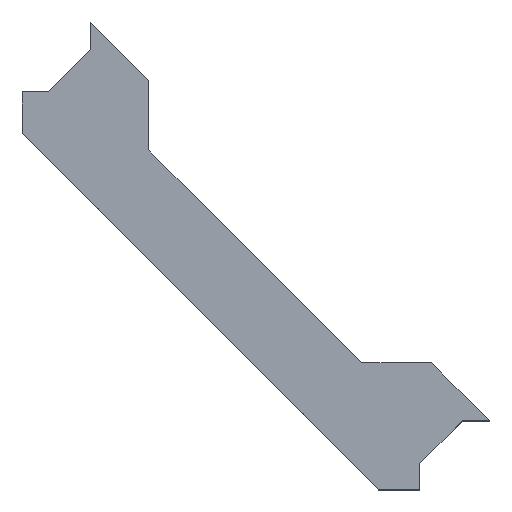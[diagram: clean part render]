
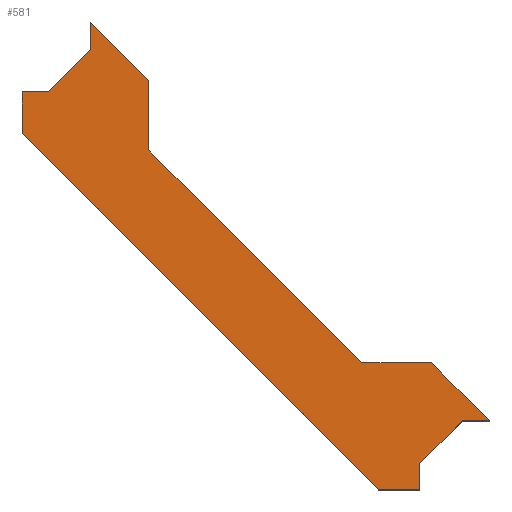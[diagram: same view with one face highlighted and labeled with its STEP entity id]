
A CAD part, top view. The second image highlights one B-rep face of the part: STEP entity #581.
In plain terms, the highlighted planar face has unit normal (0, 0, 1).
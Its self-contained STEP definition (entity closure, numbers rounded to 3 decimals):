
#41=FACE_OUTER_BOUND('',#74,.T.);
#74=EDGE_LOOP('',(#472,#473,#474,#475,#476,#477,#478,#479,#480,#481,#482,
#483,#484,#485,#486,#487,#488));
#92=LINE('',#806,#171);
#98=LINE('',#819,#177);
#118=LINE('',#861,#197);
#122=LINE('',#868,#201);
#125=LINE('',#874,#204);
#128=LINE('',#880,#207);
#131=LINE('',#888,#210);
#134=LINE('',#894,#213);
#137=LINE('',#900,#216);
#141=LINE('',#909,#220);
#144=LINE('',#915,#223);
#147=LINE('',#921,#226);
#149=LINE('',#924,#228);
#150=LINE('',#925,#229);
#151=LINE('',#927,#230);
#152=LINE('',#928,#231);
#153=LINE('',#929,#232);
#171=VECTOR('',#660,10.);
#177=VECTOR('',#672,10.);
#197=VECTOR('',#708,10.);
#201=VECTOR('',#714,10.);
#204=VECTOR('',#719,10.);
#207=VECTOR('',#724,10.);
#210=VECTOR('',#729,10.);
#213=VECTOR('',#734,10.);
#216=VECTOR('',#739,10.);
#220=VECTOR('',#745,10.);
#223=VECTOR('',#750,10.);
#226=VECTOR('',#755,10.);
#228=VECTOR('',#759,10.);
#229=VECTOR('',#760,10.);
#230=VECTOR('',#761,10.);
#231=VECTOR('',#762,10.);
#232=VECTOR('',#763,10.);
#241=VERTEX_POINT('',#787);
#246=VERTEX_POINT('',#801);
#250=VERTEX_POINT('',#818);
#263=VERTEX_POINT('',#858);
#264=VERTEX_POINT('',#860);
#266=VERTEX_POINT('',#866);
#268=VERTEX_POINT('',#872);
#270=VERTEX_POINT('',#878);
#273=VERTEX_POINT('',#885);
#274=VERTEX_POINT('',#887);
#276=VERTEX_POINT('',#893);
#278=VERTEX_POINT('',#899);
#281=VERTEX_POINT('',#906);
#282=VERTEX_POINT('',#908);
#284=VERTEX_POINT('',#914);
#286=VERTEX_POINT('',#920);
#287=VERTEX_POINT('',#926);
#300=EDGE_CURVE('',#241,#246,#92,.T.);
#306=EDGE_CURVE('',#250,#241,#98,.T.);
#326=EDGE_CURVE('',#263,#264,#118,.T.);
#330=EDGE_CURVE('',#266,#263,#122,.T.);
#333=EDGE_CURVE('',#268,#266,#125,.T.);
#336=EDGE_CURVE('',#270,#268,#128,.T.);
#339=EDGE_CURVE('',#273,#274,#131,.T.);
#342=EDGE_CURVE('',#274,#276,#134,.T.);
#345=EDGE_CURVE('',#276,#278,#137,.T.);
#349=EDGE_CURVE('',#282,#281,#141,.T.);
#352=EDGE_CURVE('',#284,#282,#144,.T.);
#355=EDGE_CURVE('',#286,#284,#147,.T.);
#357=EDGE_CURVE('',#281,#278,#149,.T.);
#358=EDGE_CURVE('',#250,#273,#150,.T.);
#359=EDGE_CURVE('',#246,#287,#151,.T.);
#360=EDGE_CURVE('',#287,#264,#152,.T.);
#361=EDGE_CURVE('',#270,#286,#153,.T.);
#472=ORIENTED_EDGE('',*,*,#355,.T.);
#473=ORIENTED_EDGE('',*,*,#352,.T.);
#474=ORIENTED_EDGE('',*,*,#349,.T.);
#475=ORIENTED_EDGE('',*,*,#357,.T.);
#476=ORIENTED_EDGE('',*,*,#345,.F.);
#477=ORIENTED_EDGE('',*,*,#342,.F.);
#478=ORIENTED_EDGE('',*,*,#339,.F.);
#479=ORIENTED_EDGE('',*,*,#358,.F.);
#480=ORIENTED_EDGE('',*,*,#306,.T.);
#481=ORIENTED_EDGE('',*,*,#300,.T.);
#482=ORIENTED_EDGE('',*,*,#359,.T.);
#483=ORIENTED_EDGE('',*,*,#360,.T.);
#484=ORIENTED_EDGE('',*,*,#326,.F.);
#485=ORIENTED_EDGE('',*,*,#330,.F.);
#486=ORIENTED_EDGE('',*,*,#333,.F.);
#487=ORIENTED_EDGE('',*,*,#336,.F.);
#488=ORIENTED_EDGE('',*,*,#361,.T.);
#550=PLANE('',#632);
#581=ADVANCED_FACE('',(#41),#550,.T.);
#632=AXIS2_PLACEMENT_3D('',#923,#757,#758);
#660=DIRECTION('',(0.707,-0.707,0.));
#672=DIRECTION('',(0.707,-0.707,0.));
#708=DIRECTION('',(0.,-1.,0.));
#714=DIRECTION('',(-0.707,-0.707,0.));
#719=DIRECTION('',(-1.,0.,0.));
#724=DIRECTION('',(0.705,-0.709,0.));
#729=DIRECTION('',(1.,0.,0.));
#734=DIRECTION('',(0.707,0.707,0.));
#739=DIRECTION('',(0.,1.,0.));
#745=DIRECTION('',(0.,1.,0.));
#750=DIRECTION('',(-0.707,0.707,0.));
#755=DIRECTION('',(-1.,0.,0.));
#757=DIRECTION('center_axis',(0.,0.,1.));
#758=DIRECTION('ref_axis',(1.,0.,0.));
#759=DIRECTION('',(-0.707,0.707,0.));
#760=DIRECTION('',(0.,1.,0.));
#761=DIRECTION('',(0.707,-0.707,0.));
#762=DIRECTION('',(1.,0.,0.));
#763=DIRECTION('',(-0.707,0.707,0.));
#787=CARTESIAN_POINT('',(-16.263,4.95,30.));
#801=CARTESIAN_POINT('',(4.95,-16.263,30.));
#806=CARTESIAN_POINT('',(12.686,-24.,30.));
#818=CARTESIAN_POINT('',(-24.,12.686,30.));
#819=CARTESIAN_POINT('',(12.686,-24.,30.));
#858=CARTESIAN_POINT('',(16.941,-21.299,30.));
#860=CARTESIAN_POINT('',(16.941,-24.,30.));
#861=CARTESIAN_POINT('',(16.941,-21.299,30.));
#866=CARTESIAN_POINT('',(21.299,-16.941,30.));
#868=CARTESIAN_POINT('',(21.299,-16.941,30.));
#872=CARTESIAN_POINT('',(24.139,-16.941,30.));
#874=CARTESIAN_POINT('',(24.281,-16.941,30.));
#878=CARTESIAN_POINT('',(24.,-16.801,30.));
#880=CARTESIAN_POINT('',(24.,-16.801,30.));
#885=CARTESIAN_POINT('',(-24.,16.941,30.));
#887=CARTESIAN_POINT('',(-21.299,16.941,30.));
#888=CARTESIAN_POINT('',(-24.14,16.941,30.));
#893=CARTESIAN_POINT('',(-16.941,21.299,30.));
#894=CARTESIAN_POINT('',(-21.299,16.941,30.));
#899=CARTESIAN_POINT('',(-16.941,24.14,30.));
#900=CARTESIAN_POINT('',(-16.941,21.299,30.));
#906=CARTESIAN_POINT('',(-10.96,18.159,30.));
#908=CARTESIAN_POINT('',(-10.96,10.96,30.));
#909=CARTESIAN_POINT('',(-10.96,4.014,30.));
#914=CARTESIAN_POINT('',(10.96,-10.96,30.));
#915=CARTESIAN_POINT('',(5.48,-5.48,30.));
#920=CARTESIAN_POINT('',(18.159,-10.96,30.));
#921=CARTESIAN_POINT('',(7.613,-10.96,30.));
#923=CARTESIAN_POINT('Origin',(-2.933,-2.933,30.));
#924=CARTESIAN_POINT('',(24.,-16.801,30.));
#925=CARTESIAN_POINT('',(-24.,16.801,30.));
#926=CARTESIAN_POINT('',(12.686,-24.,30.));
#927=CARTESIAN_POINT('',(12.686,-24.,30.));
#928=CARTESIAN_POINT('',(16.801,-24.,30.));
#929=CARTESIAN_POINT('',(24.,-16.801,30.));
